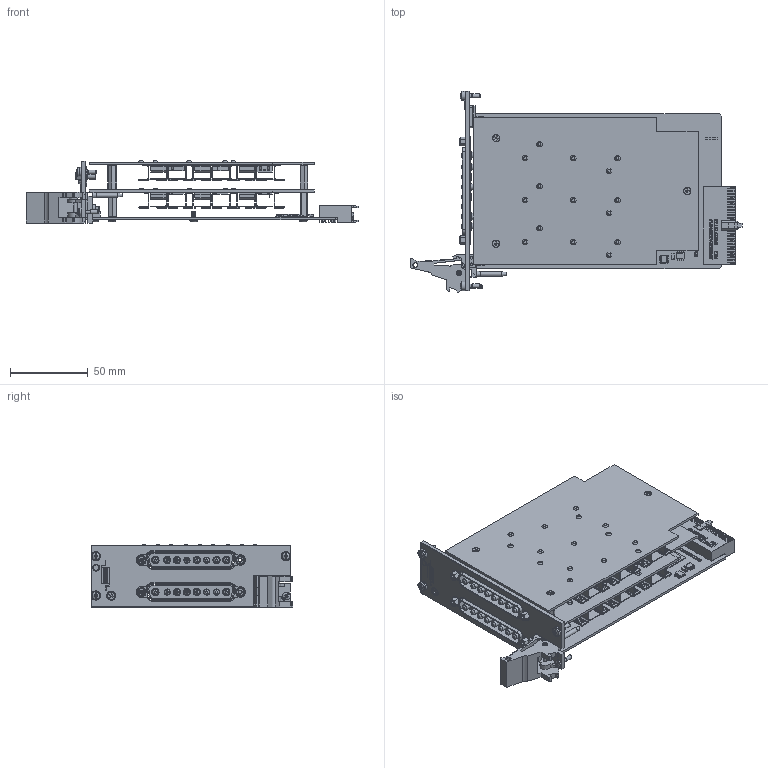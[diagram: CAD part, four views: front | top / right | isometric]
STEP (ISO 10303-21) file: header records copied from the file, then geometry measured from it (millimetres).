
FILE_DESCRIPTION (( 'STEP AP214' ), '1' );
FILE_NAME ('40-191-001 40 Amp Solid state fault insertion switch.STEP', '2013-09-19T14:39:37', ( 'admin' ), ( '' ), 'SwSTEP 2.0', 'SolidWorks 2012', '' );
FILE_SCHEMA (( 'AUTOMOTIVE_DESIGN' ));
Length unit declared in the file: millimetre
Products named in the file (1): 40-191-001 40 Amp Solid state fault insertion switch
Bounding box: 213.98 x 129.87 x 40.17 mm (x, y, z)
Surface area: 123719.9 mm2 (no closed solid volume)
Topology: 0 solids, 358 shells, 2766 faces, 12266 edges, 9503 vertices
Faces by surface type: plane 1981, cylinder 662, cone 80, torus 33, sphere 5, bspline 5
Full cylindrical faces by diameter (mm): 0.6 x110, 1.35 x20, 1.496 x1, 2 x8, 2.05 x5, 2.5 x5, 2.7 x1, 2.8 x1, 3 x3, 3.3 x1, 3.5 x24, 3.665 x1, 4 x5, 4.35 x1, 4.7 x1, 4.85 x5, 5 x4, 5.3 x3, 5.9 x1, 6 x7
Entity records: 157942 total; most frequent: CARTESIAN_POINT 31135, DIRECTION 19382, ORIENTED_EDGE 16244, EDGE_CURVE 11822, VERTEX_POINT 9369, VECTOR 8782, LINE 8782, AXIS2_PLACEMENT_3D 5300
